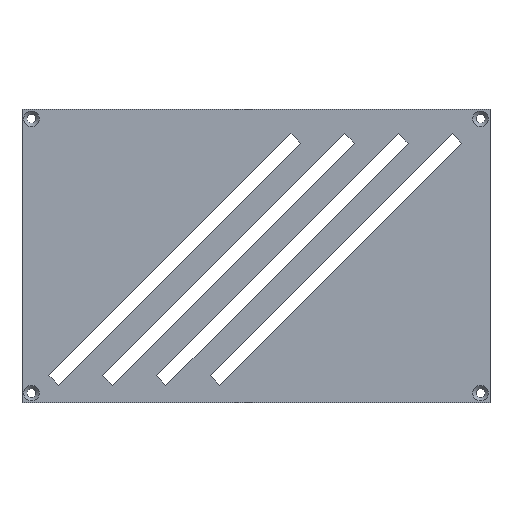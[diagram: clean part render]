
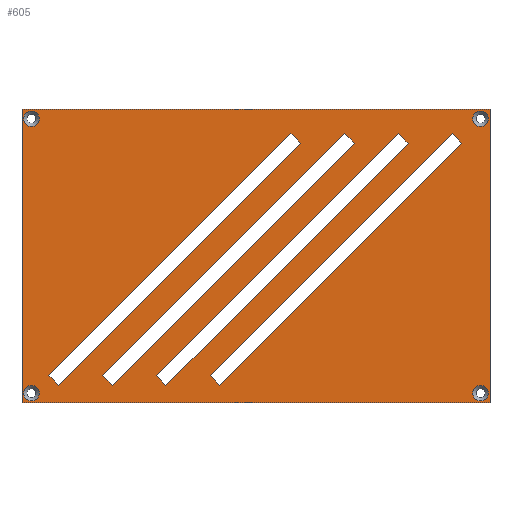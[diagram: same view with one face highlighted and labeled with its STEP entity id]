
A CAD part, top view. The second image highlights one B-rep face of the part: STEP entity #605.
In plain terms, the highlighted planar face has unit normal (0, 0, 1).
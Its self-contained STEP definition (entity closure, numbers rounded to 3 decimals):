
#15=FACE_BOUND('',#110,.T.);
#16=FACE_BOUND('',#111,.T.);
#17=FACE_BOUND('',#112,.T.);
#18=FACE_BOUND('',#113,.T.);
#19=FACE_BOUND('',#114,.T.);
#20=FACE_BOUND('',#115,.T.);
#21=FACE_BOUND('',#116,.T.);
#22=FACE_BOUND('',#117,.T.);
#35=CIRCLE('',#638,2.875);
#38=CIRCLE('',#643,2.875);
#41=CIRCLE('',#648,2.875);
#44=CIRCLE('',#653,2.875);
#79=FACE_OUTER_BOUND('',#109,.T.);
#109=EDGE_LOOP('',(#507,#508,#509,#510));
#110=EDGE_LOOP('',(#511,#512,#513,#514));
#111=EDGE_LOOP('',(#515,#516,#517,#518));
#112=EDGE_LOOP('',(#519,#520,#521,#522));
#113=EDGE_LOOP('',(#523,#524,#525,#526));
#114=EDGE_LOOP('',(#527));
#115=EDGE_LOOP('',(#528));
#116=EDGE_LOOP('',(#529));
#117=EDGE_LOOP('',(#530));
#129=LINE('',#825,#197);
#132=LINE('',#831,#200);
#135=LINE('',#837,#203);
#138=LINE('',#841,#206);
#141=LINE('',#849,#209);
#144=LINE('',#855,#212);
#147=LINE('',#861,#215);
#150=LINE('',#865,#218);
#153=LINE('',#873,#221);
#156=LINE('',#879,#224);
#159=LINE('',#885,#227);
#162=LINE('',#889,#230);
#165=LINE('',#897,#233);
#168=LINE('',#903,#236);
#171=LINE('',#909,#239);
#174=LINE('',#913,#242);
#185=LINE('',#961,#253);
#188=LINE('',#967,#256);
#191=LINE('',#973,#259);
#194=LINE('',#977,#262);
#197=VECTOR('',#669,10.);
#200=VECTOR('',#674,10.);
#203=VECTOR('',#679,10.);
#206=VECTOR('',#684,10.);
#209=VECTOR('',#689,10.);
#212=VECTOR('',#694,10.);
#215=VECTOR('',#699,10.);
#218=VECTOR('',#704,10.);
#221=VECTOR('',#709,10.);
#224=VECTOR('',#714,10.);
#227=VECTOR('',#719,10.);
#230=VECTOR('',#724,10.);
#233=VECTOR('',#729,10.);
#236=VECTOR('',#734,10.);
#239=VECTOR('',#739,10.);
#242=VECTOR('',#744,10.);
#253=VECTOR('',#797,10.);
#256=VECTOR('',#802,10.);
#259=VECTOR('',#807,10.);
#262=VECTOR('',#812,10.);
#265=VERTEX_POINT('',#822);
#266=VERTEX_POINT('',#824);
#268=VERTEX_POINT('',#830);
#270=VERTEX_POINT('',#836);
#273=VERTEX_POINT('',#846);
#274=VERTEX_POINT('',#848);
#276=VERTEX_POINT('',#854);
#278=VERTEX_POINT('',#860);
#281=VERTEX_POINT('',#870);
#282=VERTEX_POINT('',#872);
#284=VERTEX_POINT('',#878);
#286=VERTEX_POINT('',#884);
#289=VERTEX_POINT('',#894);
#290=VERTEX_POINT('',#896);
#292=VERTEX_POINT('',#902);
#294=VERTEX_POINT('',#908);
#295=VERTEX_POINT('',#915);
#298=VERTEX_POINT('',#925);
#301=VERTEX_POINT('',#935);
#304=VERTEX_POINT('',#945);
#309=VERTEX_POINT('',#958);
#310=VERTEX_POINT('',#960);
#312=VERTEX_POINT('',#966);
#314=VERTEX_POINT('',#972);
#317=EDGE_CURVE('',#266,#265,#129,.T.);
#320=EDGE_CURVE('',#268,#266,#132,.T.);
#323=EDGE_CURVE('',#270,#268,#135,.T.);
#326=EDGE_CURVE('',#265,#270,#138,.T.);
#329=EDGE_CURVE('',#274,#273,#141,.T.);
#332=EDGE_CURVE('',#276,#274,#144,.T.);
#335=EDGE_CURVE('',#278,#276,#147,.T.);
#338=EDGE_CURVE('',#273,#278,#150,.T.);
#341=EDGE_CURVE('',#282,#281,#153,.T.);
#344=EDGE_CURVE('',#284,#282,#156,.T.);
#347=EDGE_CURVE('',#286,#284,#159,.T.);
#350=EDGE_CURVE('',#281,#286,#162,.T.);
#353=EDGE_CURVE('',#290,#289,#165,.T.);
#356=EDGE_CURVE('',#292,#290,#168,.T.);
#359=EDGE_CURVE('',#294,#292,#171,.T.);
#362=EDGE_CURVE('',#289,#294,#174,.T.);
#363=EDGE_CURVE('',#295,#295,#35,.T.);
#368=EDGE_CURVE('',#298,#298,#38,.T.);
#373=EDGE_CURVE('',#301,#301,#41,.T.);
#378=EDGE_CURVE('',#304,#304,#44,.T.);
#385=EDGE_CURVE('',#310,#309,#185,.T.);
#388=EDGE_CURVE('',#312,#310,#188,.T.);
#391=EDGE_CURVE('',#314,#312,#191,.T.);
#394=EDGE_CURVE('',#309,#314,#194,.T.);
#507=ORIENTED_EDGE('',*,*,#394,.T.);
#508=ORIENTED_EDGE('',*,*,#391,.T.);
#509=ORIENTED_EDGE('',*,*,#388,.T.);
#510=ORIENTED_EDGE('',*,*,#385,.T.);
#511=ORIENTED_EDGE('',*,*,#323,.T.);
#512=ORIENTED_EDGE('',*,*,#320,.T.);
#513=ORIENTED_EDGE('',*,*,#317,.T.);
#514=ORIENTED_EDGE('',*,*,#326,.T.);
#515=ORIENTED_EDGE('',*,*,#335,.T.);
#516=ORIENTED_EDGE('',*,*,#332,.T.);
#517=ORIENTED_EDGE('',*,*,#329,.T.);
#518=ORIENTED_EDGE('',*,*,#338,.T.);
#519=ORIENTED_EDGE('',*,*,#347,.T.);
#520=ORIENTED_EDGE('',*,*,#344,.T.);
#521=ORIENTED_EDGE('',*,*,#341,.T.);
#522=ORIENTED_EDGE('',*,*,#350,.T.);
#523=ORIENTED_EDGE('',*,*,#359,.T.);
#524=ORIENTED_EDGE('',*,*,#356,.T.);
#525=ORIENTED_EDGE('',*,*,#353,.T.);
#526=ORIENTED_EDGE('',*,*,#362,.T.);
#527=ORIENTED_EDGE('',*,*,#363,.T.);
#528=ORIENTED_EDGE('',*,*,#368,.T.);
#529=ORIENTED_EDGE('',*,*,#373,.T.);
#530=ORIENTED_EDGE('',*,*,#378,.T.);
#575=PLANE('',#661);
#605=ADVANCED_FACE('',(#79,#15,#16,#17,#18,#19,#20,#21,#22),#575,.T.);
#638=AXIS2_PLACEMENT_3D('',#916,#747,#748);
#643=AXIS2_PLACEMENT_3D('',#926,#759,#760);
#648=AXIS2_PLACEMENT_3D('',#936,#771,#772);
#653=AXIS2_PLACEMENT_3D('',#946,#783,#784);
#661=AXIS2_PLACEMENT_3D('',#978,#813,#814);
#669=DIRECTION('',(0.707,-0.707,0.));
#674=DIRECTION('',(0.707,0.707,0.));
#679=DIRECTION('',(-0.707,0.707,0.));
#684=DIRECTION('',(-0.707,-0.707,0.));
#689=DIRECTION('',(0.707,-0.707,0.));
#694=DIRECTION('',(0.707,0.707,0.));
#699=DIRECTION('',(-0.707,0.707,0.));
#704=DIRECTION('',(-0.707,-0.707,0.));
#709=DIRECTION('',(-0.707,0.707,0.));
#714=DIRECTION('',(-0.707,-0.707,0.));
#719=DIRECTION('',(0.707,-0.707,0.));
#724=DIRECTION('',(0.707,0.707,0.));
#729=DIRECTION('',(0.707,-0.707,0.));
#734=DIRECTION('',(0.707,0.707,0.));
#739=DIRECTION('',(-0.707,0.707,0.));
#744=DIRECTION('',(-0.707,-0.707,0.));
#747=DIRECTION('center_axis',(0.,0.,-1.));
#748=DIRECTION('ref_axis',(1.,0.,0.));
#759=DIRECTION('center_axis',(0.,0.,-1.));
#760=DIRECTION('ref_axis',(1.,0.,0.));
#771=DIRECTION('center_axis',(0.,0.,-1.));
#772=DIRECTION('ref_axis',(1.,0.,0.));
#783=DIRECTION('center_axis',(0.,0.,-1.));
#784=DIRECTION('ref_axis',(1.,0.,0.));
#797=DIRECTION('',(-1.,0.,0.));
#802=DIRECTION('',(0.,1.,0.));
#807=DIRECTION('',(1.,0.,0.));
#812=DIRECTION('',(0.,-1.,0.));
#813=DIRECTION('center_axis',(0.,0.,1.));
#814=DIRECTION('ref_axis',(1.,0.,0.));
#822=CARTESIAN_POINT('',(123.536,96.464,2.));
#824=CARTESIAN_POINT('',(120.,100.,2.));
#825=CARTESIAN_POINT('',(123.125,96.875,2.));
#830=CARTESIAN_POINT('',(30.,10.,2.));
#831=CARTESIAN_POINT('',(55.375,35.375,2.));
#836=CARTESIAN_POINT('',(33.536,6.464,2.));
#837=CARTESIAN_POINT('',(34.893,5.107,2.));
#841=CARTESIAN_POINT('',(103.911,76.839,2.));
#846=CARTESIAN_POINT('',(143.536,96.464,2.));
#848=CARTESIAN_POINT('',(140.,100.,2.));
#849=CARTESIAN_POINT('',(138.125,101.875,2.));
#854=CARTESIAN_POINT('',(50.,10.,2.));
#855=CARTESIAN_POINT('',(70.375,30.375,2.));
#860=CARTESIAN_POINT('',(53.536,6.464,2.));
#861=CARTESIAN_POINT('',(49.893,10.107,2.));
#865=CARTESIAN_POINT('',(118.911,71.839,2.));
#870=CARTESIAN_POINT('',(10.,10.,2.));
#872=CARTESIAN_POINT('',(13.536,6.464,2.));
#873=CARTESIAN_POINT('',(19.893,0.107,2.));
#878=CARTESIAN_POINT('',(103.536,96.464,2.));
#879=CARTESIAN_POINT('',(88.911,81.839,2.));
#884=CARTESIAN_POINT('',(100.,100.,2.));
#885=CARTESIAN_POINT('',(108.125,91.875,2.));
#889=CARTESIAN_POINT('',(40.375,40.375,2.));
#894=CARTESIAN_POINT('',(163.536,96.464,2.));
#896=CARTESIAN_POINT('',(160.,100.,2.));
#897=CARTESIAN_POINT('',(153.125,106.875,2.));
#902=CARTESIAN_POINT('',(70.,10.,2.));
#903=CARTESIAN_POINT('',(85.375,25.375,2.));
#908=CARTESIAN_POINT('',(73.536,6.464,2.));
#909=CARTESIAN_POINT('',(64.893,15.107,2.));
#913=CARTESIAN_POINT('',(133.911,66.839,2.));
#915=CARTESIAN_POINT('',(0.625,3.5,2.));
#916=CARTESIAN_POINT('Origin',(3.5,3.5,2.));
#925=CARTESIAN_POINT('',(167.625,3.5,2.));
#926=CARTESIAN_POINT('Origin',(170.5,3.5,2.));
#935=CARTESIAN_POINT('',(0.625,105.5,2.));
#936=CARTESIAN_POINT('Origin',(3.5,105.5,2.));
#945=CARTESIAN_POINT('',(167.625,105.5,2.));
#946=CARTESIAN_POINT('Origin',(170.5,105.5,2.));
#958=CARTESIAN_POINT('',(0.,109.,2.));
#960=CARTESIAN_POINT('',(174.,109.,2.));
#961=CARTESIAN_POINT('',(174.,109.,2.));
#966=CARTESIAN_POINT('',(174.,0.,2.));
#967=CARTESIAN_POINT('',(174.,0.,2.));
#972=CARTESIAN_POINT('',(0.,0.,2.));
#973=CARTESIAN_POINT('',(0.,0.,2.));
#977=CARTESIAN_POINT('',(0.,109.,2.));
#978=CARTESIAN_POINT('Origin',(87.,54.5,2.));
